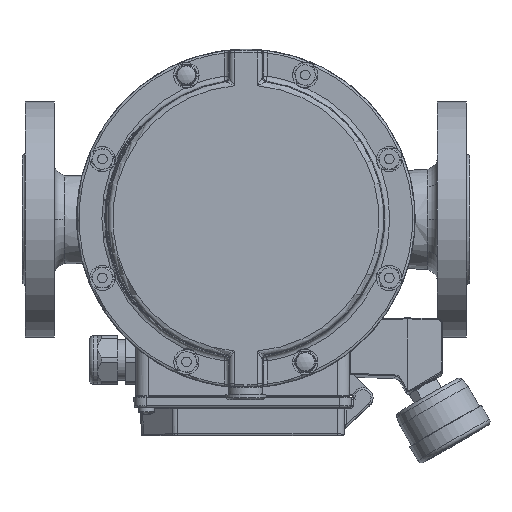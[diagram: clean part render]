
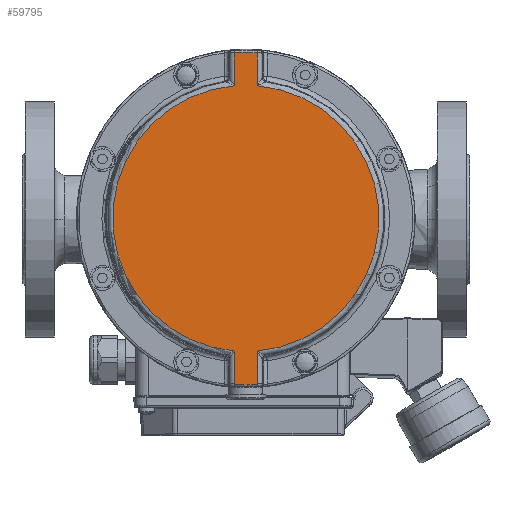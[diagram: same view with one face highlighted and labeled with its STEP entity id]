
A CAD part, top view. The second image highlights one B-rep face of the part: STEP entity #59795.
In plain terms, the highlighted planar face has unit normal (0, 0, 1).
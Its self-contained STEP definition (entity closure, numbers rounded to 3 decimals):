
#2118=CIRCLE('',#64003,66.02);
#2130=CIRCLE('',#64029,66.02);
#2137=CIRCLE('',#64045,0.3);
#2138=CIRCLE('',#64047,0.3);
#2140=CIRCLE('',#64057,82.297);
#2141=CIRCLE('',#64058,82.297);
#2142=CIRCLE('',#64059,83.497);
#2143=CIRCLE('',#64060,82.297);
#5219=PLANE('',#64056);
#8165=FACE_OUTER_BOUND('',#11920,.T.);
#11920=EDGE_LOOP('',(#43619,#43620,#43621,#43622,#43623,#43624,#43625,#43626,
#43627,#43628,#43629,#43630,#43631,#43632));
#15819=LINE('',#106408,#19680);
#15820=LINE('',#106412,#19681);
#15825=LINE('',#106488,#19686);
#15826=LINE('',#106491,#19687);
#15831=LINE('',#106626,#19692);
#15832=LINE('',#106630,#19693);
#19680=VECTOR('',#72471,16.326);
#19681=VECTOR('',#72474,0.903);
#19686=VECTOR('',#72493,0.903);
#19687=VECTOR('',#72496,16.326);
#19692=VECTOR('',#72511,16.326);
#19693=VECTOR('',#72516,16.326);
#25951=VERTEX_POINT('',#105152);
#25952=VERTEX_POINT('',#105153);
#25962=VERTEX_POINT('',#105436);
#25969=VERTEX_POINT('',#105815);
#25996=VERTEX_POINT('',#106391);
#25997=VERTEX_POINT('',#106410);
#25998=VERTEX_POINT('',#106411);
#26000=VERTEX_POINT('',#106451);
#26001=VERTEX_POINT('',#106455);
#26003=VERTEX_POINT('',#106482);
#26004=VERTEX_POINT('',#106486);
#26005=VERTEX_POINT('',#106490);
#26010=VERTEX_POINT('',#106609);
#26011=VERTEX_POINT('',#106628);
#32406=EDGE_CURVE('',#25951,#25952,#2118,.T.);
#32438=EDGE_CURVE('',#25969,#25962,#2130,.T.);
#32478=EDGE_CURVE('',#25962,#25996,#15819,.T.);
#32479=EDGE_CURVE('',#25997,#25998,#15820,.T.);
#32484=EDGE_CURVE('',#25998,#26000,#2137,.T.);
#32488=EDGE_CURVE('',#26001,#26003,#2138,.T.);
#32490=EDGE_CURVE('',#26003,#26004,#15825,.T.);
#32491=EDGE_CURVE('',#26005,#25951,#15826,.T.);
#32502=EDGE_CURVE('',#25952,#26010,#15831,.T.);
#32503=EDGE_CURVE('',#26010,#26011,#2140,.T.);
#32504=EDGE_CURVE('',#26011,#25969,#15832,.T.);
#32505=EDGE_CURVE('',#25996,#25997,#2141,.T.);
#32506=EDGE_CURVE('',#26000,#26001,#2142,.T.);
#32507=EDGE_CURVE('',#26004,#26005,#2143,.T.);
#43619=ORIENTED_EDGE('',*,*,#32502,.T.);
#43620=ORIENTED_EDGE('',*,*,#32503,.T.);
#43621=ORIENTED_EDGE('',*,*,#32504,.T.);
#43622=ORIENTED_EDGE('',*,*,#32438,.T.);
#43623=ORIENTED_EDGE('',*,*,#32478,.T.);
#43624=ORIENTED_EDGE('',*,*,#32505,.T.);
#43625=ORIENTED_EDGE('',*,*,#32479,.T.);
#43626=ORIENTED_EDGE('',*,*,#32484,.T.);
#43627=ORIENTED_EDGE('',*,*,#32506,.T.);
#43628=ORIENTED_EDGE('',*,*,#32488,.T.);
#43629=ORIENTED_EDGE('',*,*,#32490,.T.);
#43630=ORIENTED_EDGE('',*,*,#32507,.T.);
#43631=ORIENTED_EDGE('',*,*,#32491,.T.);
#43632=ORIENTED_EDGE('',*,*,#32406,.T.);
#59795=ADVANCED_FACE('',(#8165),#5219,.F.);
#64003=AXIS2_PLACEMENT_3D('',#105154,#72382,#72383);
#64029=AXIS2_PLACEMENT_3D('',#105816,#72434,#72435);
#64045=AXIS2_PLACEMENT_3D('',#106453,#72481,#72482);
#64047=AXIS2_PLACEMENT_3D('',#106484,#72487,#72488);
#64056=AXIS2_PLACEMENT_3D('',#106627,#72512,#72513);
#64057=AXIS2_PLACEMENT_3D('',#106629,#72514,#72515);
#64058=AXIS2_PLACEMENT_3D('',#106631,#72517,#72518);
#64059=AXIS2_PLACEMENT_3D('',#106632,#72519,#72520);
#64060=AXIS2_PLACEMENT_3D('',#106633,#72521,#72522);
#72382=DIRECTION('center_axis',(0.,0.,
1.));
#72383=DIRECTION('ref_axis',(1.,0.,0.));
#72434=DIRECTION('center_axis',(0.,0.,
1.));
#72435=DIRECTION('ref_axis',(1.,0.,0.));
#72471=DIRECTION('',(0.,-1.,0.));
#72474=DIRECTION('',(0.,-1.,0.));
#72481=DIRECTION('center_axis',(0.,0.,
1.));
#72482=DIRECTION('ref_axis',(-1.,0.,0.));
#72487=DIRECTION('center_axis',(0.,0.,
1.));
#72488=DIRECTION('ref_axis',(1.,0.,0.));
#72493=DIRECTION('',(0.,1.,0.));
#72496=DIRECTION('',(0.,1.,0.));
#72511=DIRECTION('',(0.,1.,0.));
#72512=DIRECTION('center_axis',(0.,0.,
-1.));
#72513=DIRECTION('ref_axis',(1.,0.,0.));
#72514=DIRECTION('center_axis',(0.,0.,
1.));
#72515=DIRECTION('ref_axis',(1.,0.,0.));
#72516=DIRECTION('',(0.,-1.,0.));
#72517=DIRECTION('center_axis',(0.,0.,
1.));
#72518=DIRECTION('ref_axis',(1.,0.,0.));
#72519=DIRECTION('center_axis',(0.,0.,
1.));
#72520=DIRECTION('ref_axis',(-1.,0.,0.));
#72521=DIRECTION('center_axis',(0.,0.,
1.));
#72522=DIRECTION('ref_axis',(1.,0.,0.));
#105152=CARTESIAN_POINT('',(12.155,-64.951,291.75));
#105153=CARTESIAN_POINT('',(12.155,66.595,291.75));
#105154=CARTESIAN_POINT('Origin',(6.455,0.822,291.75));
#105436=CARTESIAN_POINT('',(0.756,-64.951,291.75));
#105815=CARTESIAN_POINT('',(0.756,66.595,291.75));
#105816=CARTESIAN_POINT('Origin',(6.455,0.822,291.75));
#106391=CARTESIAN_POINT('',(0.756,-81.278,291.75));
#106408=CARTESIAN_POINT('',(0.756,0.822,291.75));
#106410=CARTESIAN_POINT('',(5.455,-81.469,291.75));
#106411=CARTESIAN_POINT('',(5.455,-82.372,291.75));
#106412=CARTESIAN_POINT('',(5.455,-81.469,291.75));
#106451=CARTESIAN_POINT('',(5.753,-82.672,291.75));
#106453=CARTESIAN_POINT('Origin',(5.755,-82.372,291.75));
#106455=CARTESIAN_POINT('',(7.158,-82.672,291.75));
#106482=CARTESIAN_POINT('',(7.455,-82.372,291.75));
#106484=CARTESIAN_POINT('Origin',(7.155,-82.372,291.75));
#106486=CARTESIAN_POINT('',(7.455,-81.469,291.75));
#106488=CARTESIAN_POINT('',(7.455,-81.469,291.75));
#106490=CARTESIAN_POINT('',(12.155,-81.278,291.75));
#106491=CARTESIAN_POINT('',(12.155,0.822,291.75));
#106609=CARTESIAN_POINT('',(12.155,82.922,291.75));
#106626=CARTESIAN_POINT('',(12.155,0.822,291.75));
#106627=CARTESIAN_POINT('Origin',(75.455,0.822,291.75));
#106628=CARTESIAN_POINT('',(0.756,82.922,291.75));
#106629=CARTESIAN_POINT('Origin',(6.455,0.822,291.75));
#106630=CARTESIAN_POINT('',(0.756,0.822,291.75));
#106631=CARTESIAN_POINT('Origin',(6.455,0.822,291.75));
#106632=CARTESIAN_POINT('Origin',(6.455,0.822,291.75));
#106633=CARTESIAN_POINT('Origin',(6.455,0.822,291.75));
